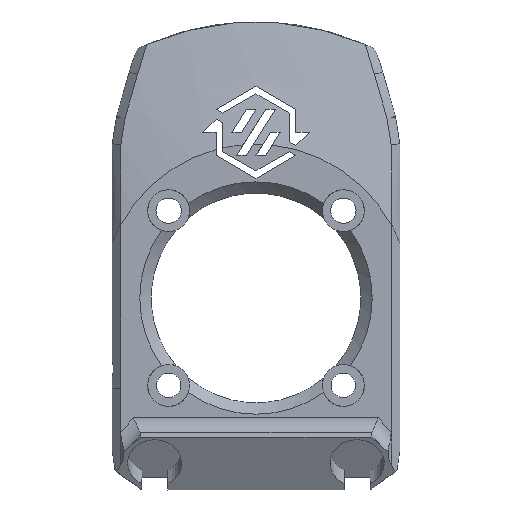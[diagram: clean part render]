
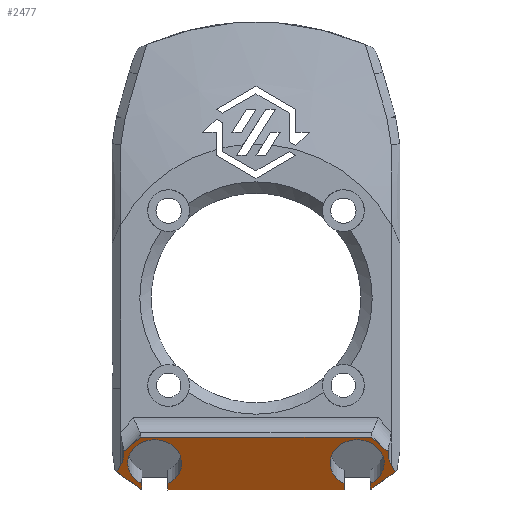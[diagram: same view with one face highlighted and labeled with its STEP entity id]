
A CAD part, front view. The second image highlights one B-rep face of the part: STEP entity #2477.
In plain terms, the highlighted planar face has unit normal (0, -0.866, -0.5).
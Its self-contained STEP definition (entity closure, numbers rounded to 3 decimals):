
#112=B_SPLINE_CURVE_WITH_KNOTS('',3,(#3935,#3936,#3937,#3938,#3939,#3940),
 .UNSPECIFIED.,.F.,.F.,(4,2,4),(0.,0.063,0.13),
 .UNSPECIFIED.);
#174=CIRCLE('',#2579,3.1);
#176=CIRCLE('',#2586,3.1);
#226=ELLIPSE('',#2575,29.407,25.468);
#230=ELLIPSE('',#2658,2.,1.);
#231=ELLIPSE('',#2659,5.228,2.);
#232=ELLIPSE('',#2660,5.228,2.);
#233=ELLIPSE('',#2661,29.407,25.468);
#332=FACE_OUTER_BOUND('',#474,.T.);
#474=EDGE_LOOP('',(#1935,#1936,#1937,#1938,#1939,#1940,#1941,#1942,#1943,
#1944,#1945,#1946,#1947,#1948,#1949,#1950,#1951,#1952,#1953,#1954,#1955,
#1956,#1957,#1958));
#562=LINE('',#3330,#759);
#568=LINE('',#3343,#765);
#580=LINE('',#3394,#777);
#584=LINE('',#3402,#781);
#589=LINE('',#3413,#786);
#694=LINE('',#3914,#891);
#695=LINE('',#3915,#892);
#696=LINE('',#3917,#893);
#697=LINE('',#3921,#894);
#698=LINE('',#3925,#895);
#699=LINE('',#3927,#896);
#700=LINE('',#3929,#897);
#701=LINE('',#3933,#898);
#702=LINE('',#3942,#899);
#703=LINE('',#3946,#900);
#704=LINE('',#3947,#901);
#759=VECTOR('',#2759,10.);
#765=VECTOR('',#2767,10.);
#777=VECTOR('',#2805,10.);
#781=VECTOR('',#2811,10.);
#786=VECTOR('',#2824,10.);
#891=VECTOR('',#3067,10.);
#892=VECTOR('',#3068,10.);
#893=VECTOR('',#3069,10.);
#894=VECTOR('',#3072,10.);
#895=VECTOR('',#3075,10.);
#896=VECTOR('',#3076,10.);
#897=VECTOR('',#3077,10.);
#898=VECTOR('',#3080,10.);
#899=VECTOR('',#3081,10.);
#900=VECTOR('',#3084,10.);
#901=VECTOR('',#3085,10.);
#956=VERTEX_POINT('',#3328);
#957=VERTEX_POINT('',#3329);
#962=VERTEX_POINT('',#3341);
#963=VERTEX_POINT('',#3342);
#970=VERTEX_POINT('',#3358);
#971=VERTEX_POINT('',#3360);
#980=VERTEX_POINT('',#3392);
#981=VERTEX_POINT('',#3393);
#983=VERTEX_POINT('',#3400);
#984=VERTEX_POINT('',#3401);
#1107=VERTEX_POINT('',#3913);
#1108=VERTEX_POINT('',#3916);
#1109=VERTEX_POINT('',#3918);
#1110=VERTEX_POINT('',#3920);
#1111=VERTEX_POINT('',#3922);
#1112=VERTEX_POINT('',#3924);
#1113=VERTEX_POINT('',#3926);
#1114=VERTEX_POINT('',#3928);
#1115=VERTEX_POINT('',#3930);
#1116=VERTEX_POINT('',#3932);
#1117=VERTEX_POINT('',#3934);
#1118=VERTEX_POINT('',#3941);
#1119=VERTEX_POINT('',#3943);
#1120=VERTEX_POINT('',#3945);
#1203=EDGE_CURVE('',#956,#957,#562,.T.);
#1209=EDGE_CURVE('',#962,#963,#568,.T.);
#1218=EDGE_CURVE('',#970,#971,#226,.T.);
#1221=EDGE_CURVE('',#963,#956,#174,.F.);
#1232=EDGE_CURVE('',#980,#981,#580,.T.);
#1236=EDGE_CURVE('',#983,#984,#584,.T.);
#1241=EDGE_CURVE('',#984,#980,#176,.F.);
#1243=EDGE_CURVE('',#962,#981,#589,.F.);
#1412=EDGE_CURVE('',#1107,#957,#694,.T.);
#1413=EDGE_CURVE('',#971,#1107,#695,.T.);
#1414=EDGE_CURVE('',#1108,#970,#696,.T.);
#1415=EDGE_CURVE('',#1108,#1109,#230,.F.);
#1416=EDGE_CURVE('',#1109,#1110,#697,.T.);
#1417=EDGE_CURVE('',#1111,#1110,#231,.T.);
#1418=EDGE_CURVE('',#1111,#1112,#698,.T.);
#1419=EDGE_CURVE('',#1113,#1112,#699,.T.);
#1420=EDGE_CURVE('',#1114,#1113,#700,.T.);
#1421=EDGE_CURVE('',#1114,#1115,#232,.F.);
#1422=EDGE_CURVE('',#1116,#1115,#701,.T.);
#1423=EDGE_CURVE('',#1117,#1116,#112,.T.);
#1424=EDGE_CURVE('',#1118,#1117,#702,.T.);
#1425=EDGE_CURVE('',#1119,#1118,#233,.T.);
#1426=EDGE_CURVE('',#1119,#1120,#703,.T.);
#1427=EDGE_CURVE('',#983,#1120,#704,.T.);
#1935=ORIENTED_EDGE('',*,*,#1203,.T.);
#1936=ORIENTED_EDGE('',*,*,#1412,.F.);
#1937=ORIENTED_EDGE('',*,*,#1413,.F.);
#1938=ORIENTED_EDGE('',*,*,#1218,.F.);
#1939=ORIENTED_EDGE('',*,*,#1414,.F.);
#1940=ORIENTED_EDGE('',*,*,#1415,.T.);
#1941=ORIENTED_EDGE('',*,*,#1416,.T.);
#1942=ORIENTED_EDGE('',*,*,#1417,.F.);
#1943=ORIENTED_EDGE('',*,*,#1418,.T.);
#1944=ORIENTED_EDGE('',*,*,#1419,.F.);
#1945=ORIENTED_EDGE('',*,*,#1420,.F.);
#1946=ORIENTED_EDGE('',*,*,#1421,.T.);
#1947=ORIENTED_EDGE('',*,*,#1422,.F.);
#1948=ORIENTED_EDGE('',*,*,#1423,.F.);
#1949=ORIENTED_EDGE('',*,*,#1424,.F.);
#1950=ORIENTED_EDGE('',*,*,#1425,.F.);
#1951=ORIENTED_EDGE('',*,*,#1426,.T.);
#1952=ORIENTED_EDGE('',*,*,#1427,.F.);
#1953=ORIENTED_EDGE('',*,*,#1236,.T.);
#1954=ORIENTED_EDGE('',*,*,#1241,.T.);
#1955=ORIENTED_EDGE('',*,*,#1232,.T.);
#1956=ORIENTED_EDGE('',*,*,#1243,.F.);
#1957=ORIENTED_EDGE('',*,*,#1209,.T.);
#1958=ORIENTED_EDGE('',*,*,#1221,.T.);
#2390=PLANE('',#2657);
#2477=ADVANCED_FACE('',(#332),#2390,.F.);
#2575=AXIS2_PLACEMENT_3D('',#3361,#2781,#2782);
#2579=AXIS2_PLACEMENT_3D('',#3366,#2789,#2790);
#2586=AXIS2_PLACEMENT_3D('',#3410,#2818,#2819);
#2657=AXIS2_PLACEMENT_3D('',#3912,#3065,#3066);
#2658=AXIS2_PLACEMENT_3D('',#3919,#3070,#3071);
#2659=AXIS2_PLACEMENT_3D('',#3923,#3073,#3074);
#2660=AXIS2_PLACEMENT_3D('',#3931,#3078,#3079);
#2661=AXIS2_PLACEMENT_3D('',#3944,#3082,#3083);
#2759=DIRECTION('',(0.,0.5,-0.866));
#2767=DIRECTION('',(0.,-0.5,0.866));
#2781=DIRECTION('center_axis',(0.,0.866,0.5));
#2782=DIRECTION('ref_axis',(0.,0.5,-0.866));
#2789=DIRECTION('center_axis',(0.,-0.866,
-0.5));
#2790=DIRECTION('ref_axis',(1.,0.,0.));
#2805=DIRECTION('',(0.,0.5,-0.866));
#2811=DIRECTION('',(0.,-0.5,0.866));
#2818=DIRECTION('center_axis',(0.,-0.866,
-0.5));
#2819=DIRECTION('ref_axis',(-1.,0.,0.));
#2824=DIRECTION('',(1.,0.,0.));
#3065=DIRECTION('center_axis',(0.,0.866,0.5));
#3066=DIRECTION('ref_axis',(0.,-0.5,0.866));
#3067=DIRECTION('',(-1.,0.,0.));
#3068=DIRECTION('',(-0.697,0.359,-0.621));
#3069=DIRECTION('',(0.447,0.447,-0.775));
#3070=DIRECTION('center_axis',(0.,-0.866,
-0.5));
#3071=DIRECTION('ref_axis',(0.,0.5,-0.866));
#3072=DIRECTION('',(0.,-0.5,0.866));
#3073=DIRECTION('center_axis',(0.,-0.866,
-0.5));
#3074=DIRECTION('ref_axis',(0.697,0.359,-0.621));
#3075=DIRECTION('',(-0.697,-0.359,0.621));
#3076=DIRECTION('',(1.,0.,0.));
#3077=DIRECTION('',(0.697,-0.359,0.621));
#3078=DIRECTION('center_axis',(0.,-0.866,
-0.5));
#3079=DIRECTION('ref_axis',(-0.697,0.359,-0.621));
#3080=DIRECTION('',(0.,-0.5,0.866));
#3081=DIRECTION('',(0.447,-0.447,0.775));
#3082=DIRECTION('center_axis',(0.,0.866,0.5));
#3083=DIRECTION('ref_axis',(0.,0.5,-0.866));
#3084=DIRECTION('',(0.697,0.359,-0.621));
#3085=DIRECTION('',(-1.,0.,0.));
#3328=CARTESIAN_POINT('',(140.191,92.972,42.27));
#3329=CARTESIAN_POINT('',(140.191,93.341,41.631));
#3330=CARTESIAN_POINT('',(140.191,95.,38.758));
#3341=CARTESIAN_POINT('',(137.191,93.39,41.546));
#3342=CARTESIAN_POINT('',(137.191,92.972,42.27));
#3343=CARTESIAN_POINT('',(137.191,94.274,40.015));
#3358=CARTESIAN_POINT('',(143.038,92.178,43.646));
#3360=CARTESIAN_POINT('',(140.629,93.166,41.935));
#3361=CARTESIAN_POINT('Origin',(127.114,80.703,63.521));
#3366=CARTESIAN_POINT('Origin',(138.691,91.616,44.619));
#3392=CARTESIAN_POINT('',(117.023,92.972,42.27));
#3393=CARTESIAN_POINT('',(117.023,93.39,41.546));
#3394=CARTESIAN_POINT('',(117.023,95.005,38.748));
#3400=CARTESIAN_POINT('',(114.023,93.341,41.631));
#3401=CARTESIAN_POINT('',(114.023,92.972,42.27));
#3402=CARTESIAN_POINT('',(114.023,94.274,40.015));
#3410=CARTESIAN_POINT('Origin',(115.523,91.616,44.619));
#3413=CARTESIAN_POINT('',(119.888,93.39,41.546));
#3912=CARTESIAN_POINT('Origin',(127.107,95.576,37.76));
#3913=CARTESIAN_POINT('',(140.288,93.341,41.631));
#3914=CARTESIAN_POINT('',(127.107,93.341,41.631));
#3915=CARTESIAN_POINT('',(141.236,92.853,42.477));
#3916=CARTESIAN_POINT('',(142.574,91.714,44.449));
#3917=CARTESIAN_POINT('',(138.409,87.549,51.663));
#3918=CARTESIAN_POINT('',(142.241,90.969,45.74));
#3919=CARTESIAN_POINT('Origin',(143.241,90.969,45.74));
#3920=CARTESIAN_POINT('',(142.241,90.851,45.943));
#3921=CARTESIAN_POINT('',(142.241,91.616,44.619));
#3922=CARTESIAN_POINT('',(141.3,90.411,46.706));
#3923=CARTESIAN_POINT('Origin',(142.734,89.714,47.913));
#3924=CARTESIAN_POINT('',(140.288,89.891,47.607));
#3925=CARTESIAN_POINT('',(142.481,91.019,45.653));
#3926=CARTESIAN_POINT('',(113.926,89.891,47.607));
#3927=CARTESIAN_POINT('',(127.107,89.891,47.607));
#3928=CARTESIAN_POINT('',(112.914,90.411,46.706));
#3929=CARTESIAN_POINT('',(111.733,91.019,45.653));
#3930=CARTESIAN_POINT('',(111.973,90.851,45.943));
#3931=CARTESIAN_POINT('Origin',(111.48,89.714,47.913));
#3932=CARTESIAN_POINT('',(111.973,90.981,45.718));
#3933=CARTESIAN_POINT('',(111.973,91.616,44.619));
#3934=CARTESIAN_POINT('',(111.653,91.714,44.449));
#3935=CARTESIAN_POINT('Ctrl Pts',(111.653,91.714,44.449));
#3936=CARTESIAN_POINT('Ctrl Pts',(111.753,91.622,44.609));
#3937=CARTESIAN_POINT('Ctrl Pts',(111.833,91.51,44.803));
#3938=CARTESIAN_POINT('Ctrl Pts',(111.946,91.254,45.246));
#3939=CARTESIAN_POINT('Ctrl Pts',(111.973,91.116,45.485));
#3940=CARTESIAN_POINT('Ctrl Pts',(111.973,90.981,45.718));
#3941=CARTESIAN_POINT('',(111.19,92.178,43.646));
#3942=CARTESIAN_POINT('',(116.448,86.92,52.752));
#3943=CARTESIAN_POINT('',(113.551,93.148,41.965));
#3944=CARTESIAN_POINT('Origin',(127.114,80.703,63.521));
#3945=CARTESIAN_POINT('',(113.926,93.341,41.631));
#3946=CARTESIAN_POINT('',(112.977,92.853,42.477));
#3947=CARTESIAN_POINT('',(127.107,93.341,41.631));
